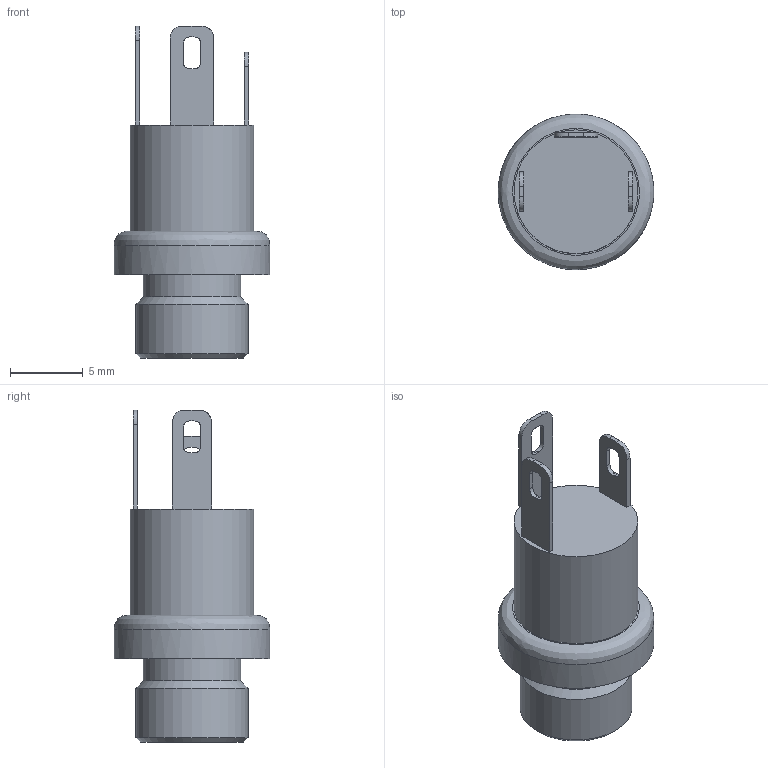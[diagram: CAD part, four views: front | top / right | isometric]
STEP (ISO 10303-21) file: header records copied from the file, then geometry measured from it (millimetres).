
FILE_DESCRIPTION(/* description */ ('STEP AP242','CAx-IF Rec.Pracs.---Representation and Presentation of Product Manufacturing Information (PMI)---4.0---2014-10-13','CAx-IF Rec.Pracs.---3D Tessellated Geometry---0.4---2014-09-14','2;1'),/* implementation_level */ '2;1');
FILE_NAME(/* name */ '68f637bf2a589ce4370124c0',/* time_stamp */ '2025-10-20T13:23:13Z',/* author */ (''),/* organization */ (''),/* preprocessor_version */ 'ST-DEVELOPER v20',/* originating_system */ 'ONSHAPE BY PTC INC, 1.205',/* authorisation */ ' ');
FILE_SCHEMA (('AP242_MANAGED_MODEL_BASED_3D_ENGINEERING_MIM_LF { 1 0 10303 442 1 1 4 }'));
Length unit declared in the file: metre
Products named in the file (4): Leg; Leg +; Leg GND; Body
Bounding box: 10.7 x 10.7 x 22.8 mm (x, y, z)
Volume: 800.3 mm3; surface area: 850.7 mm2
Topology: 4 solids, 4 shells, 67 faces, 158 edges, 104 vertices
Faces by surface type: plane 37, bspline 21, cylinder 7, cone 2
Full cylindrical faces by diameter (mm): 5.7 x1, 6.7 x1, 7.7 x1, 8.5 x1, 10.7 x1
Entity records: 2983 total; most frequent: CARTESIAN_POINT 1563, ORIENTED_EDGE 300, DIRECTION 184, EDGE_CURVE 150, VERTEX_POINT 104, EDGE_LOOP 86, FACE_BOUND 86, B_SPLINE_CURVE_WITH_KNOTS 78
